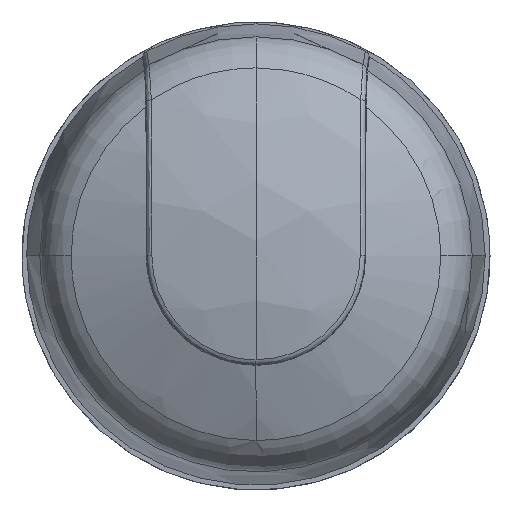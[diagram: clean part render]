
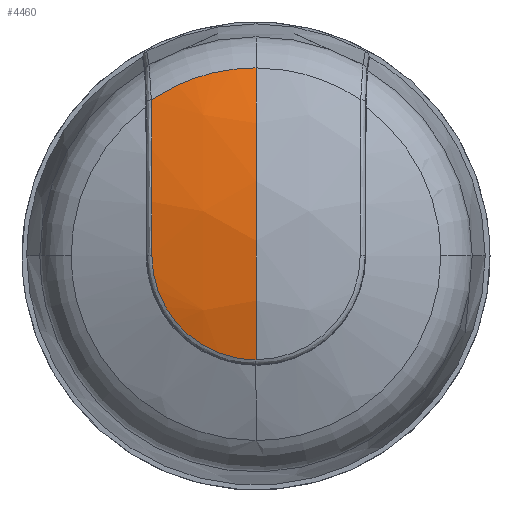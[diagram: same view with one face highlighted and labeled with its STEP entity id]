
A CAD part, top view. The second image highlights one B-rep face of the part: STEP entity #4460.
In plain terms, the highlighted spherical face has radius 43.144 mm.
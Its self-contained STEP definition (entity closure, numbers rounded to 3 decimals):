
#43 = CARTESIAN_POINT ( 'NONE',  ( 22.07, 43.583, 17.8 ) ) ;
#251 = CARTESIAN_POINT ( 'NONE',  ( 19.187, 14.242, 21.112 ) ) ;
#516 = CARTESIAN_POINT ( 'NONE',  ( 13.128, 32.287, 20.277 ) ) ;
#569 = CARTESIAN_POINT ( 'NONE',  ( 13.128, 32.403, 20.253 ) ) ;
#711 = CARTESIAN_POINT ( 'NONE',  ( 13.085, 40.259, 17.8 ) ) ;
#1003 = CARTESIAN_POINT ( 'NONE',  ( 14.242, 19.187, 21.112 ) ) ;
#1095 = CARTESIAN_POINT ( 'NONE',  ( 13.317, 22.056, 21.112 ) ) ;
#1239 = CARTESIAN_POINT ( 'NONE',  ( 20.504, 13.697, 21.112 ) ) ;
#1403 = CARTESIAN_POINT ( 'NONE',  ( 24., 43.583, 17.8 ) ) ;
#1470 = B_SPLINE_CURVE_WITH_KNOTS ( 'NONE', 3,
 ( #711, #9093, #4848, #11326, #4796, #13404, #6962, #3861, #5985, #569, #13357, #516, #6031, #8006, #12382, #13546, #10249 ),
 .UNSPECIFIED., .F., .F.,
 ( 4, 2, 2, 1, 1, 1, 1, 1, 2, 2, 4 ),
 ( 0., 0.25, 0.375, 0.437, 0.469, 0.484, 0.492, 0.496, 0.498, 0.5, 1. ),
 .UNSPECIFIED. ) ;
#1734 = DIRECTION ( 'NONE',  ( 0., -0.256, 0.967 ) ) ;
#1858 = VERTEX_POINT ( 'NONE', #5354 ) ;
#2204 = ORIENTED_EDGE ( 'NONE', *, *, #10041, .T. ) ;
#2315 = CARTESIAN_POINT ( 'NONE',  ( 17.375, 15.369, 21.112 ) ) ;
#2525 = VERTEX_POINT ( 'NONE', #7423 ) ;
#2870 = CARTESIAN_POINT ( 'NONE',  ( 24., 13.143, 21.112 ) ) ;
#2998 = EDGE_CURVE ( 'NONE', #2525, #12109, #13629, .T. ) ;
#3331 = ORIENTED_EDGE ( 'NONE', *, *, #13066, .T. ) ;
#3807 = ORIENTED_EDGE ( 'NONE', *, *, #9560, .T. ) ;
#3861 = CARTESIAN_POINT ( 'NONE',  ( 13.126, 32.886, 20.152 ) ) ;
#4062 = CARTESIAN_POINT ( 'NONE',  ( 16.449, 42.172, 17.8 ) ) ;
#4226 = CARTESIAN_POINT ( 'NONE',  ( 24., 24., -20.644 ) ) ;
#4339 = CARTESIAN_POINT ( 'NONE',  ( 15.369, 17.375, 21.112 ) ) ;
#4433 = CARTESIAN_POINT ( 'NONE',  ( 22.581, 13.213, 21.112 ) ) ;
#4460 = ADVANCED_FACE ( 'NONE', ( #4767 ), #7459, .T. ) ;
#4767 = FACE_OUTER_BOUND ( 'NONE', #13274, .T. ) ;
#4796 = CARTESIAN_POINT ( 'NONE',  ( 13.117, 35.115, 19.605 ) ) ;
#4848 = CARTESIAN_POINT ( 'NONE',  ( 13.102, 37.807, 18.776 ) ) ;
#5097 = AXIS2_PLACEMENT_3D ( 'NONE', #6022, #13352, #1734 ) ;
#5187 = CARTESIAN_POINT ( 'NONE',  ( 13.143, 24., 21.112 ) ) ;
#5354 = CARTESIAN_POINT ( 'NONE',  ( 13.143, 24., 21.112 ) ) ;
#5424 = CARTESIAN_POINT ( 'NONE',  ( 23.288, 13.143, 21.112 ) ) ;
#5517 = CARTESIAN_POINT ( 'NONE',  ( 15.818, 16.828, 21.112 ) ) ;
#5985 = CARTESIAN_POINT ( 'NONE',  ( 13.127, 32.564, 20.22 ) ) ;
#6022 = CARTESIAN_POINT ( 'NONE',  ( 24., 24., -20.644 ) ) ;
#6031 = CARTESIAN_POINT ( 'NONE',  ( 13.129, 32.264, 20.282 ) ) ;
#6130 = CARTESIAN_POINT ( 'NONE',  ( 14.687, 41.335, 17.8 ) ) ;
#6134 = CIRCLE ( 'NONE', #12656, 43.144 ) ;
#6217 = CARTESIAN_POINT ( 'NONE',  ( 20.141, 43.296, 17.8 ) ) ;
#6266 = CARTESIAN_POINT ( 'NONE',  ( 13.143, 23.645, 21.112 ) ) ;
#6499 = CARTESIAN_POINT ( 'NONE',  ( 24., 43.583, 17.8 ) ) ;
#6962 = CARTESIAN_POINT ( 'NONE',  ( 13.124, 33.522, 20.009 ) ) ;
#7343 = CARTESIAN_POINT ( 'NONE',  ( 13.421, 21.533, 21.112 ) ) ;
#7423 = CARTESIAN_POINT ( 'NONE',  ( 13.085, 40.259, 17.8 ) ) ;
#7459 = SPHERICAL_SURFACE ( 'NONE', #5097, 43.144 ) ;
#7591 = CARTESIAN_POINT ( 'NONE',  ( 21.183, 13.491, 21.112 ) ) ;
#7684 = CARTESIAN_POINT ( 'NONE',  ( 18.561, 14.577, 21.112 ) ) ;
#8006 = CARTESIAN_POINT ( 'NONE',  ( 13.129, 32.251, 20.284 ) ) ;
#8395 = B_SPLINE_CURVE_WITH_KNOTS ( 'NONE', 3,
 ( #5187, #6266, #9539, #10729, #13809, #12672, #1095, #7343, #8593, #8449, #13849, #1003, #11982, #4339, #5517, #10869, #2315, #7684, #251, #1239, #7591, #4433, #5424, #13044 ),
 .UNSPECIFIED., .F., .F.,
 ( 4, 2, 2, 2, 2, 2, 2, 2, 2, 2, 2, 4 ),
 ( 0., 0.063, 0.094, 0.125, 0.187, 0.25, 0.375, 0.5, 0.625, 0.75, 0.875, 1. ),
 .UNSPECIFIED. ) ;
#8449 = CARTESIAN_POINT ( 'NONE',  ( 13.713, 20.51, 21.112 ) ) ;
#8593 = CARTESIAN_POINT ( 'NONE',  ( 13.507, 21.189, 21.112 ) ) ;
#9079 = VERTEX_POINT ( 'NONE', #2870 ) ;
#9093 = CARTESIAN_POINT ( 'NONE',  ( 13.094, 39.07, 18.305 ) ) ;
#9393 = ORIENTED_EDGE ( 'NONE', *, *, #2998, .F. ) ;
#9539 = CARTESIAN_POINT ( 'NONE',  ( 13.16, 23.291, 21.112 ) ) ;
#9560 = EDGE_CURVE ( 'NONE', #2525, #1858, #1470, .T. ) ;
#10041 = EDGE_CURVE ( 'NONE', #1858, #9079, #8395, .T. ) ;
#10249 = CARTESIAN_POINT ( 'NONE',  ( 13.143, 24., 21.112 ) ) ;
#10729 = CARTESIAN_POINT ( 'NONE',  ( 13.212, 22.762, 21.112 ) ) ;
#10869 = CARTESIAN_POINT ( 'NONE',  ( 16.827, 15.819, 21.112 ) ) ;
#11326 = CARTESIAN_POINT ( 'NONE',  ( 13.113, 35.802, 19.407 ) ) ;
#11915 = DIRECTION ( 'NONE',  ( 0., 0., 1. ) ) ;
#11982 = CARTESIAN_POINT ( 'NONE',  ( 14.577, 18.561, 21.112 ) ) ;
#12109 = VERTEX_POINT ( 'NONE', #1403 ) ;
#12255 = CARTESIAN_POINT ( 'NONE',  ( 13.085, 40.259, 17.8 ) ) ;
#12382 = CARTESIAN_POINT ( 'NONE',  ( 13.138, 29.67, 20.807 ) ) ;
#12656 = AXIS2_PLACEMENT_3D ( 'NONE', #4226, #12793, #11915 ) ;
#12672 = CARTESIAN_POINT ( 'NONE',  ( 13.286, 22.233, 21.112 ) ) ;
#12793 = DIRECTION ( 'NONE',  ( -1., 0., 0. ) ) ;
#13044 = CARTESIAN_POINT ( 'NONE',  ( 24., 13.143, 21.112 ) ) ;
#13066 = EDGE_CURVE ( 'NONE', #9079, #12109, #6134, .T. ) ;
#13274 = EDGE_LOOP ( 'NONE', ( #2204, #3331, #9393, #3807 ) ) ;
#13352 = DIRECTION ( 'NONE',  ( 1., 0., 0. ) ) ;
#13357 = CARTESIAN_POINT ( 'NONE',  ( 13.128, 32.322, 20.27 ) ) ;
#13404 = CARTESIAN_POINT ( 'NONE',  ( 13.122, 34.058, 19.878 ) ) ;
#13546 = CARTESIAN_POINT ( 'NONE',  ( 13.143, 26.909, 21.112 ) ) ;
#13629 = B_SPLINE_CURVE_WITH_KNOTS ( 'NONE', 3,
 ( #12255, #6130, #4062, #6217, #43, #6499 ),
 .UNSPECIFIED., .F., .F.,
 ( 4, 2, 4 ),
 ( 0., 0.5, 1. ),
 .UNSPECIFIED. ) ;
#13809 = CARTESIAN_POINT ( 'NONE',  ( 13.234, 22.585, 21.112 ) ) ;
#13849 = CARTESIAN_POINT ( 'NONE',  ( 13.833, 20.174, 21.112 ) ) ;
